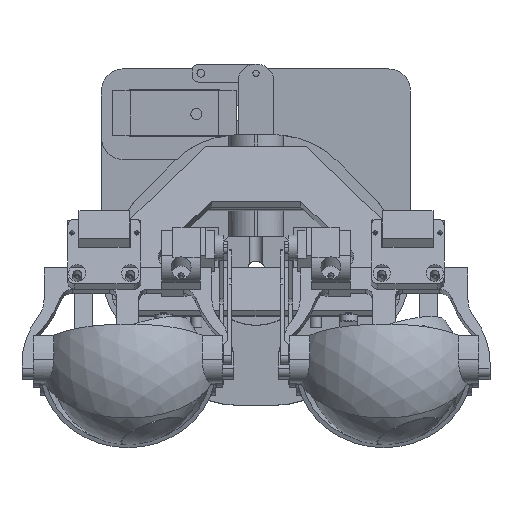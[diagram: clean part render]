
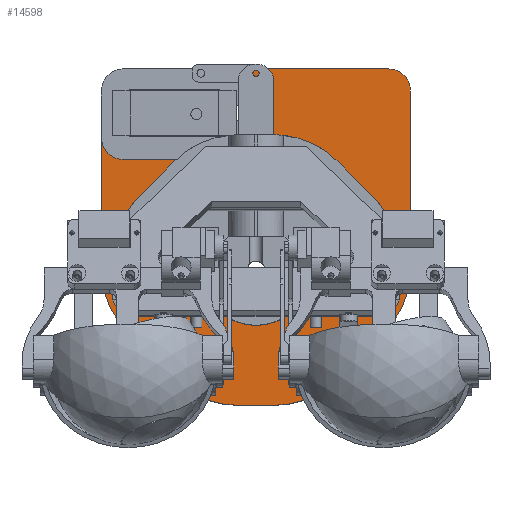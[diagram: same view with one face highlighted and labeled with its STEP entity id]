
A CAD part, top view. The second image highlights one B-rep face of the part: STEP entity #14598.
In plain terms, the highlighted planar face has unit normal (0, 0, 1).
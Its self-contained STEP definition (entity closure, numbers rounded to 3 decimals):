
#322=FACE_BOUND('',#3230,.T.);
#762=PLANE('',#16110);
#1449=CIRCLE('',#16096,10.);
#1451=CIRCLE('',#16100,10.);
#1453=CIRCLE('',#16104,10.);
#1454=CIRCLE('',#16107,10.);
#1456=CIRCLE('',#16111,40.);
#1457=CIRCLE('',#16112,40.);
#1458=CIRCLE('',#16113,40.);
#1459=CIRCLE('',#16114,40.);
#1460=CIRCLE('',#16115,25.);
#2240=FACE_OUTER_BOUND('',#3229,.T.);
#3229=EDGE_LOOP('',(#13118,#13119,#13120,#13121,#13122,#13123,#13124,#13125,
#13126,#13127,#13128,#13129,#13130,#13131,#13132,#13133));
#3230=EDGE_LOOP('',(#13134));
#4484=LINE('',#25050,#5783);
#4488=LINE('',#25062,#5787);
#4496=LINE('',#25081,#5795);
#4498=LINE('',#25090,#5797);
#4501=LINE('',#25096,#5800);
#4502=LINE('',#25100,#5801);
#4503=LINE('',#25104,#5802);
#4504=LINE('',#25108,#5803);
#5783=VECTOR('',#20104,10.);
#5787=VECTOR('',#20116,10.);
#5795=VECTOR('',#20132,10.);
#5797=VECTOR('',#20142,10.);
#5800=VECTOR('',#20147,10.);
#5801=VECTOR('',#20150,10.);
#5802=VECTOR('',#20153,10.);
#5803=VECTOR('',#20156,10.);
#7211=VERTEX_POINT('',#25043);
#7212=VERTEX_POINT('',#25045);
#7213=VERTEX_POINT('',#25049);
#7216=VERTEX_POINT('',#25057);
#7217=VERTEX_POINT('',#25061);
#7223=VERTEX_POINT('',#25074);
#7224=VERTEX_POINT('',#25076);
#7225=VERTEX_POINT('',#25083);
#7227=VERTEX_POINT('',#25089);
#7229=VERTEX_POINT('',#25095);
#7230=VERTEX_POINT('',#25097);
#7231=VERTEX_POINT('',#25099);
#7232=VERTEX_POINT('',#25101);
#7233=VERTEX_POINT('',#25103);
#7234=VERTEX_POINT('',#25105);
#7235=VERTEX_POINT('',#25107);
#7236=VERTEX_POINT('',#25110);
#9196=EDGE_CURVE('',#7211,#7212,#1449,.F.);
#9198=EDGE_CURVE('',#7213,#7212,#4484,.T.);
#9202=EDGE_CURVE('',#7213,#7216,#1451,.F.);
#9204=EDGE_CURVE('',#7216,#7217,#4488,.F.);
#9211=EDGE_CURVE('',#7223,#7224,#1453,.F.);
#9214=EDGE_CURVE('',#7211,#7224,#4496,.T.);
#9215=EDGE_CURVE('',#7217,#7225,#1454,.T.);
#9218=EDGE_CURVE('',#7225,#7227,#4498,.F.);
#9221=EDGE_CURVE('',#7223,#7229,#4501,.T.);
#9222=EDGE_CURVE('',#7230,#7229,#1456,.T.);
#9223=EDGE_CURVE('',#7231,#7230,#4502,.T.);
#9224=EDGE_CURVE('',#7231,#7232,#1457,.T.);
#9225=EDGE_CURVE('',#7233,#7232,#4503,.F.);
#9226=EDGE_CURVE('',#7233,#7234,#1458,.T.);
#9227=EDGE_CURVE('',#7234,#7235,#4504,.T.);
#9228=EDGE_CURVE('',#7227,#7235,#1459,.T.);
#9229=EDGE_CURVE('',#7236,#7236,#1460,.F.);
#13118=ORIENTED_EDGE('',*,*,#9215,.F.);
#13119=ORIENTED_EDGE('',*,*,#9204,.F.);
#13120=ORIENTED_EDGE('',*,*,#9202,.F.);
#13121=ORIENTED_EDGE('',*,*,#9198,.T.);
#13122=ORIENTED_EDGE('',*,*,#9196,.F.);
#13123=ORIENTED_EDGE('',*,*,#9214,.T.);
#13124=ORIENTED_EDGE('',*,*,#9211,.F.);
#13125=ORIENTED_EDGE('',*,*,#9221,.T.);
#13126=ORIENTED_EDGE('',*,*,#9222,.F.);
#13127=ORIENTED_EDGE('',*,*,#9223,.F.);
#13128=ORIENTED_EDGE('',*,*,#9224,.T.);
#13129=ORIENTED_EDGE('',*,*,#9225,.F.);
#13130=ORIENTED_EDGE('',*,*,#9226,.T.);
#13131=ORIENTED_EDGE('',*,*,#9227,.T.);
#13132=ORIENTED_EDGE('',*,*,#9228,.F.);
#13133=ORIENTED_EDGE('',*,*,#9218,.F.);
#13134=ORIENTED_EDGE('',*,*,#9229,.T.);
#14598=ADVANCED_FACE('',(#2240,#322),#762,.F.);
#16096=AXIS2_PLACEMENT_3D('',#25046,#20099,#20100);
#16100=AXIS2_PLACEMENT_3D('',#25058,#20111,#20112);
#16104=AXIS2_PLACEMENT_3D('',#25077,#20126,#20127);
#16107=AXIS2_PLACEMENT_3D('',#25084,#20135,#20136);
#16110=AXIS2_PLACEMENT_3D('',#25094,#20145,#20146);
#16111=AXIS2_PLACEMENT_3D('',#25098,#20148,#20149);
#16112=AXIS2_PLACEMENT_3D('',#25102,#20151,#20152);
#16113=AXIS2_PLACEMENT_3D('',#25106,#20154,#20155);
#16114=AXIS2_PLACEMENT_3D('',#25109,#20157,#20158);
#16115=AXIS2_PLACEMENT_3D('',#25111,#20159,#20160);
#20099=DIRECTION('center_axis',(0.,0.,-1.));
#20100=DIRECTION('ref_axis',(0.707,-0.707,0.));
#20104=DIRECTION('',(0.,-1.,0.));
#20111=DIRECTION('center_axis',(0.,0.,-1.));
#20112=DIRECTION('ref_axis',(0.707,0.707,0.));
#20116=DIRECTION('',(-1.,0.,0.));
#20126=DIRECTION('center_axis',(0.,0.,-1.));
#20127=DIRECTION('ref_axis',(-0.707,-0.707,0.));
#20132=DIRECTION('',(-1.,0.,0.));
#20135=DIRECTION('center_axis',(0.,0.,-1.));
#20136=DIRECTION('ref_axis',(0.707,0.707,0.));
#20142=DIRECTION('',(0.,1.,0.));
#20145=DIRECTION('center_axis',(0.,0.,-1.));
#20146=DIRECTION('ref_axis',(1.,0.,0.));
#20147=DIRECTION('',(0.,-1.,0.));
#20148=DIRECTION('center_axis',(0.,0.,-1.));
#20149=DIRECTION('ref_axis',(-0.924,-0.383,0.));
#20150=DIRECTION('',(-0.707,0.707,0.));
#20151=DIRECTION('center_axis',(0.,0.,1.));
#20152=DIRECTION('ref_axis',(-0.383,-0.924,0.));
#20153=DIRECTION('',(1.,0.,0.));
#20154=DIRECTION('center_axis',(0.,0.,1.));
#20155=DIRECTION('ref_axis',(0.383,-0.924,0.));
#20156=DIRECTION('',(0.707,0.707,0.));
#20157=DIRECTION('center_axis',(0.,0.,-1.));
#20158=DIRECTION('ref_axis',(0.924,-0.383,0.));
#20159=DIRECTION('center_axis',(0.,0.,1.));
#20160=DIRECTION('ref_axis',(1.,0.,0.));
#25043=CARTESIAN_POINT('',(-11.,110.298,-76.));
#25045=CARTESIAN_POINT('',(-1.,120.298,-76.));
#25046=CARTESIAN_POINT('Origin',(-11.,120.298,-76.));
#25049=CARTESIAN_POINT('',(-1.,141.338,-76.));
#25050=CARTESIAN_POINT('',(-1.,79.952,-76.));
#25057=CARTESIAN_POINT('',(-11.,151.338,-76.));
#25058=CARTESIAN_POINT('Origin',(-11.,141.338,-76.));
#25061=CARTESIAN_POINT('',(57.,151.338,-76.));
#25062=CARTESIAN_POINT('',(-30.5,151.338,-76.));
#25074=CARTESIAN_POINT('',(-73.,120.298,-76.));
#25076=CARTESIAN_POINT('',(-63.,110.298,-76.));
#25077=CARTESIAN_POINT('Origin',(-63.,120.298,-76.));
#25081=CARTESIAN_POINT('',(-38.,110.298,-76.));
#25083=CARTESIAN_POINT('',(67.,141.338,-76.));
#25084=CARTESIAN_POINT('Origin',(57.,141.338,-76.));
#25089=CARTESIAN_POINT('',(67.,60.529,-76.));
#25090=CARTESIAN_POINT('',(67.,60.472,-76.));
#25094=CARTESIAN_POINT('Origin',(-3.,49.606,-76.));
#25095=CARTESIAN_POINT('',(-73.,60.529,-76.));
#25096=CARTESIAN_POINT('',(-73.,52.567,-76.));
#25097=CARTESIAN_POINT('',(-61.284,32.245,-76.));
#25098=CARTESIAN_POINT('Origin',(-33.,60.529,-76.));
#25099=CARTESIAN_POINT('',(-39.716,10.676,-76.));
#25100=CARTESIAN_POINT('',(-44.411,15.372,-76.));
#25101=CARTESIAN_POINT('',(-11.431,-1.039,-76.));
#25102=CARTESIAN_POINT('Origin',(-11.431,38.961,-76.));
#25103=CARTESIAN_POINT('',(5.431,-1.039,-76.));
#25104=CARTESIAN_POINT('',(28.5,-1.039,-76.));
#25105=CARTESIAN_POINT('',(33.716,10.676,-76.));
#25106=CARTESIAN_POINT('Origin',(5.431,38.961,-76.));
#25107=CARTESIAN_POINT('',(55.284,32.245,-76.));
#25108=CARTESIAN_POINT('',(38.411,15.372,-76.));
#25109=CARTESIAN_POINT('Origin',(27.,60.529,-76.));
#25110=CARTESIAN_POINT('',(-28.,60.149,-76.));
#25111=CARTESIAN_POINT('Origin',(-3.,60.149,-76.));
